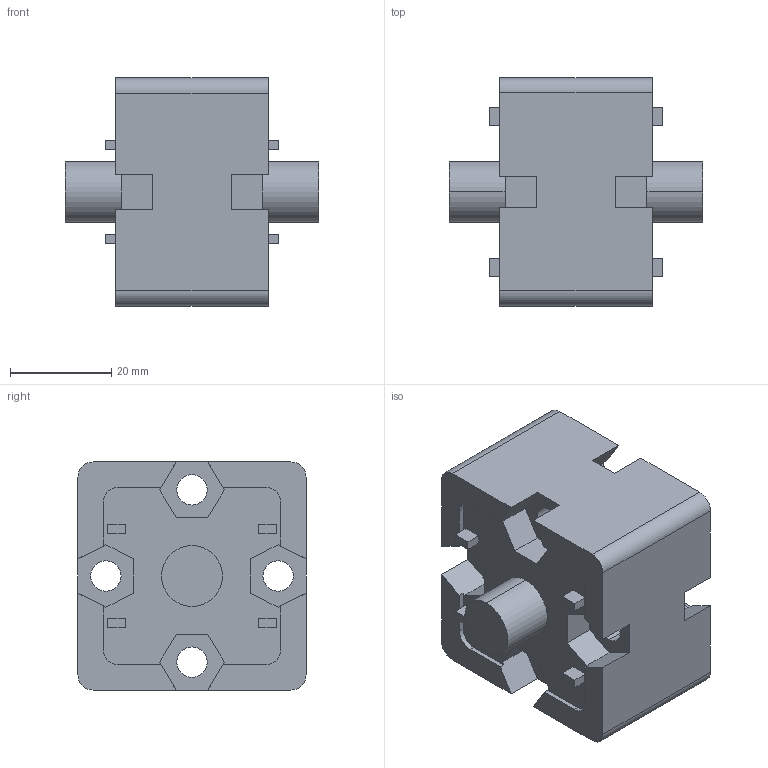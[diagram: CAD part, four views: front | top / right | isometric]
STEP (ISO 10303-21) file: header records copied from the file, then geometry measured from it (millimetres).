
FILE_DESCRIPTION (( 'STEP AP203' ), '1' );
FILE_NAME ('3_842_538_658_Bosch.step', '2024-06-10T07:55:40', ( '' ), ( '' ), 'SwSTEP 2.0', 'SolidWorks 2014', '' );
FILE_SCHEMA (( 'CONFIG_CONTROL_DESIGN' ));
Length unit declared in the file: millimetre
Products named in the file (1): 3_842_538_658_Bosch
Bounding box: 50 x 45 x 45 mm (x, y, z)
Volume: 53317.9 mm3; surface area: 12778.3 mm2
Topology: 1 solids, 1 shells, 144 faces, 396 edges, 264 vertices
Faces by surface type: plane 120, cylinder 24
Entity records: 4621 total; most frequent: CARTESIAN_POINT 805, ORIENTED_EDGE 792, DIRECTION 734, EDGE_CURVE 396, VECTOR 348, LINE 348, VERTEX_POINT 264, AXIS2_PLACEMENT_3D 193
